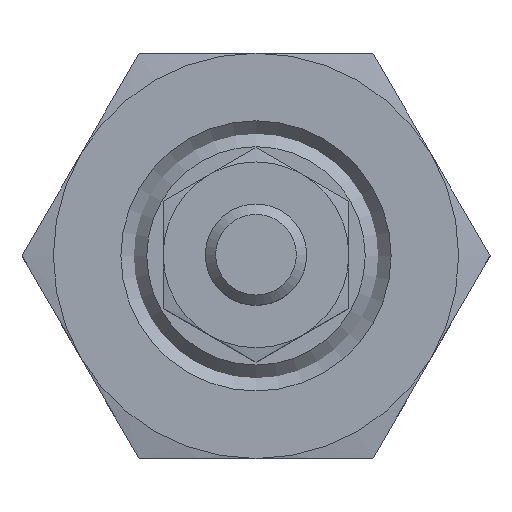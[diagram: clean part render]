
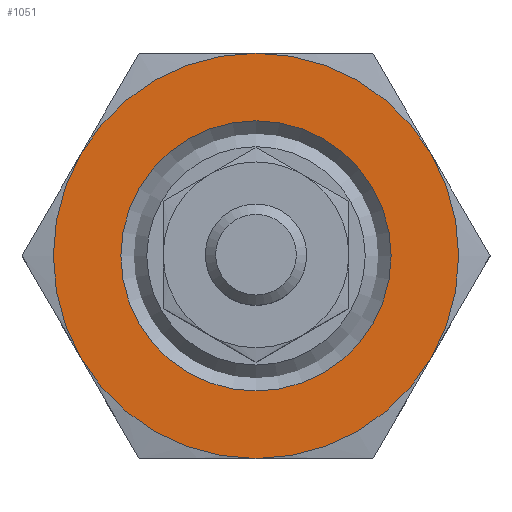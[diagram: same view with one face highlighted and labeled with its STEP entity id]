
A CAD part, top view. The second image highlights one B-rep face of the part: STEP entity #1051.
In plain terms, the highlighted planar face has unit normal (0, 0, 1).
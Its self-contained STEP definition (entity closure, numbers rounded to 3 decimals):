
#92=PLANE('',#1221);
#309=ORIENTED_EDGE('',*,*,#539,.T.);
#310=ORIENTED_EDGE('',*,*,#525,.F.);
#311=ORIENTED_EDGE('',*,*,#527,.F.);
#312=ORIENTED_EDGE('',*,*,#533,.F.);
#313=ORIENTED_EDGE('',*,*,#538,.F.);
#314=ORIENTED_EDGE('',*,*,#532,.F.);
#315=ORIENTED_EDGE('',*,*,#523,.F.);
#523=EDGE_CURVE('',#646,#644,#725,.T.);
#525=EDGE_CURVE('',#648,#646,#726,.T.);
#527=EDGE_CURVE('',#649,#648,#727,.T.);
#532=EDGE_CURVE('',#644,#651,#728,.T.);
#533=EDGE_CURVE('',#653,#649,#729,.T.);
#538=EDGE_CURVE('',#651,#653,#730,.T.);
#539=EDGE_CURVE('',#656,#656,#731,.T.);
#644=VERTEX_POINT('',#1799);
#646=VERTEX_POINT('',#1805);
#648=VERTEX_POINT('',#1813);
#649=VERTEX_POINT('',#1821);
#651=VERTEX_POINT('',#1836);
#653=VERTEX_POINT('',#1845);
#656=VERTEX_POINT('',#1868);
#725=CIRCLE('',#1210,6.);
#726=CIRCLE('',#1212,6.);
#727=CIRCLE('',#1214,6.);
#728=CIRCLE('',#1216,6.);
#729=CIRCLE('',#1218,6.);
#730=CIRCLE('',#1220,6.);
#731=CIRCLE('',#1222,4.);
#822=EDGE_LOOP('',(#309));
#823=EDGE_LOOP('',(#310,#311,#312,#313,#314,#315));
#942=FACE_BOUND('',#822,.T.);
#943=FACE_BOUND('',#823,.T.);
#1051=ADVANCED_FACE('',(#942,#943),#92,.T.);
#1210=AXIS2_PLACEMENT_3D('',#1806,#1436,#1437);
#1212=AXIS2_PLACEMENT_3D('',#1814,#1440,#1441);
#1214=AXIS2_PLACEMENT_3D('',#1820,#1444,#1445);
#1216=AXIS2_PLACEMENT_3D('',#1842,#1448,#1449);
#1218=AXIS2_PLACEMENT_3D('',#1844,#1452,#1453);
#1220=AXIS2_PLACEMENT_3D('',#1865,#1456,#1457);
#1221=AXIS2_PLACEMENT_3D('',#1866,#1458,#1459);
#1222=AXIS2_PLACEMENT_3D('',#1867,#1460,#1461);
#1436=DIRECTION('',(0.,0.,-1.));
#1437=DIRECTION('',(-1.,0.,0.));
#1440=DIRECTION('',(0.,0.,-1.));
#1441=DIRECTION('',(-1.,0.,0.));
#1444=DIRECTION('',(0.,0.,-1.));
#1445=DIRECTION('',(-1.,0.,0.));
#1448=DIRECTION('',(0.,0.,-1.));
#1449=DIRECTION('',(-1.,0.,0.));
#1452=DIRECTION('',(0.,0.,-1.));
#1453=DIRECTION('',(-1.,0.,0.));
#1456=DIRECTION('',(0.,0.,-1.));
#1457=DIRECTION('',(-1.,0.,0.));
#1458=DIRECTION('',(0.,0.,1.));
#1459=DIRECTION('',(1.,0.,0.));
#1460=DIRECTION('',(0.,0.,-1.));
#1461=DIRECTION('',(-1.,0.,0.));
#1799=CARTESIAN_POINT('',(6.,0.,0.));
#1805=CARTESIAN_POINT('',(3.,5.196,0.));
#1806=CARTESIAN_POINT('',(0.,0.,0.));
#1813=CARTESIAN_POINT('',(-3.,5.196,0.));
#1814=CARTESIAN_POINT('',(0.,0.,0.));
#1820=CARTESIAN_POINT('',(0.,0.,0.));
#1821=CARTESIAN_POINT('',(-6.,0.,0.));
#1836=CARTESIAN_POINT('',(3.,-5.196,0.));
#1842=CARTESIAN_POINT('',(0.,0.,0.));
#1844=CARTESIAN_POINT('',(0.,0.,0.));
#1845=CARTESIAN_POINT('',(-3.,-5.196,0.));
#1865=CARTESIAN_POINT('',(0.,0.,0.));
#1866=CARTESIAN_POINT('',(0.,6.,0.));
#1867=CARTESIAN_POINT('',(0.,0.,0.));
#1868=CARTESIAN_POINT('',(-4.,0.,0.));
